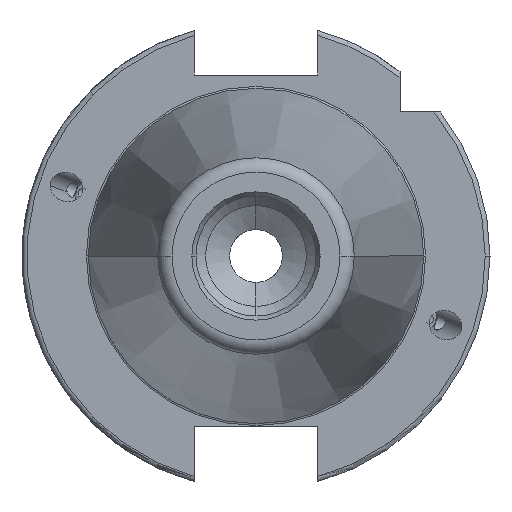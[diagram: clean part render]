
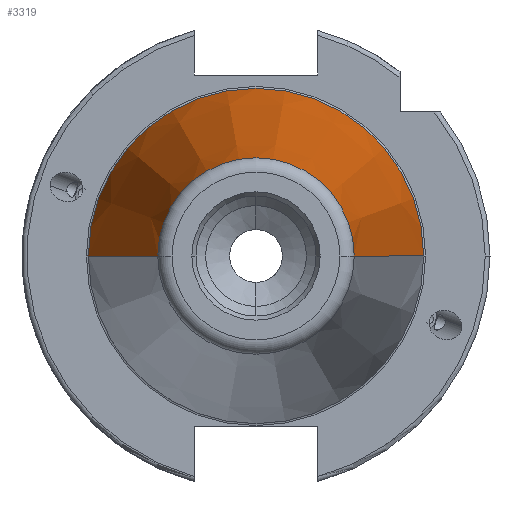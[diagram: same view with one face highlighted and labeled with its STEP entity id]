
A CAD part, left-side view. The second image highlights one B-rep face of the part: STEP entity #3319.
In plain terms, the highlighted conical face has half-angle 8.297 degrees and reference radius 34.925 mm.
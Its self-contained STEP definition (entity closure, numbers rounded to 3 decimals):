
#16 = CARTESIAN_POINT ( 'NONE',  ( -3.2, 34.925, 0. ) ) ;
#57 = DIRECTION ( 'NONE',  ( 0., -1., 0. ) ) ;
#351 = EDGE_CURVE ( 'NONE', #1249, #4354, #2210, .T. ) ;
#601 = ORIENTED_EDGE ( 'NONE', *, *, #1718, .T. ) ;
#772 = VECTOR ( 'NONE', #1917, 1000. ) ;
#833 = EDGE_CURVE ( 'NONE', #1573, #4354, #2812, .T. ) ;
#1076 = CARTESIAN_POINT ( 'NONE',  ( -102.383, 20.461, 0. ) ) ;
#1079 = DIRECTION ( 'NONE',  ( 0., -1., 0. ) ) ;
#1082 = LINE ( 'NONE', #2659, #5029 ) ;
#1180 = DIRECTION ( 'NONE',  ( -1., 0., 0. ) ) ;
#1200 = CARTESIAN_POINT ( 'NONE',  ( -3.2, 0., 0. ) ) ;
#1249 = VERTEX_POINT ( 'NONE', #3849 ) ;
#1335 = CIRCLE ( 'NONE', #3488, 20.461 ) ;
#1368 = ORIENTED_EDGE ( 'NONE', *, *, #351, .T. ) ;
#1454 = VERTEX_POINT ( 'NONE', #2905 ) ;
#1573 = VERTEX_POINT ( 'NONE', #1076 ) ;
#1585 = AXIS2_PLACEMENT_3D ( 'NONE', #1200, #1180, #1079 ) ;
#1718 = EDGE_CURVE ( 'NONE', #1454, #1249, #1082, .T. ) ;
#1917 = DIRECTION ( 'NONE',  ( 0.99, 0.144, 0. ) ) ;
#1936 = CARTESIAN_POINT ( 'NONE',  ( -3.2, 34.925, 0. ) ) ;
#2210 = CIRCLE ( 'NONE', #1585, 34.925 ) ;
#2410 = DIRECTION ( 'NONE',  ( -1., 0., 0. ) ) ;
#2659 = CARTESIAN_POINT ( 'NONE',  ( -3.2, -34.925, 0. ) ) ;
#2812 = LINE ( 'NONE', #16, #772 ) ;
#2905 = CARTESIAN_POINT ( 'NONE',  ( -102.383, -20.461, 0. ) ) ;
#3117 = EDGE_CURVE ( 'NONE', #1454, #1573, #1335, .T. ) ;
#3319 = ADVANCED_FACE ( 'NONE', ( #4298 ), #3677, .T. ) ;
#3488 = AXIS2_PLACEMENT_3D ( 'NONE', #4788, #2410, #57 ) ;
#3651 = AXIS2_PLACEMENT_3D ( 'NONE', #4584, #3772, #4604 ) ;
#3677 = CONICAL_SURFACE ( 'NONE', #3651, 34.925, 0.145 ) ;
#3772 = DIRECTION ( 'NONE',  ( 1., 0., 0. ) ) ;
#3849 = CARTESIAN_POINT ( 'NONE',  ( -3.2, -34.925, 0. ) ) ;
#4298 = FACE_OUTER_BOUND ( 'NONE', #4339, .T. ) ;
#4339 = EDGE_LOOP ( 'NONE', ( #4363, #601, #1368, #4401 ) ) ;
#4354 = VERTEX_POINT ( 'NONE', #1936 ) ;
#4363 = ORIENTED_EDGE ( 'NONE', *, *, #3117, .F. ) ;
#4401 = ORIENTED_EDGE ( 'NONE', *, *, #833, .F. ) ;
#4584 = CARTESIAN_POINT ( 'NONE',  ( -3.2, 0., 0. ) ) ;
#4604 = DIRECTION ( 'NONE',  ( 0., 1., 0. ) ) ;
#4788 = CARTESIAN_POINT ( 'NONE',  ( -102.383, 0., 0. ) ) ;
#5029 = VECTOR ( 'NONE', #5045, 1000. ) ;
#5045 = DIRECTION ( 'NONE',  ( 0.99, -0.144, 0. ) ) ;
